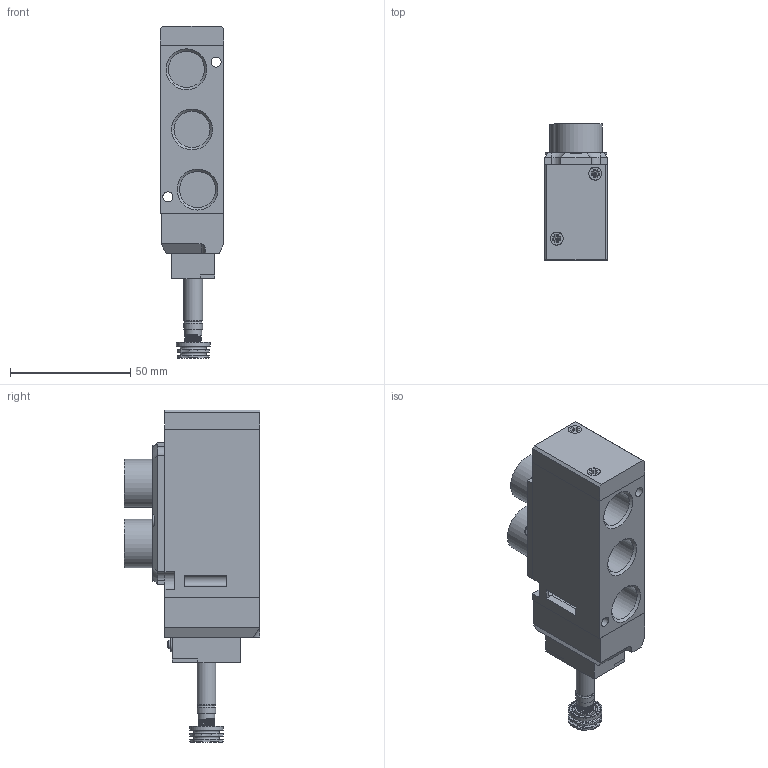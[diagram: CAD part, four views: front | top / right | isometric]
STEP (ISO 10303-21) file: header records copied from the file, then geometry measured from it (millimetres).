
FILE_DESCRIPTION(/* description */ (''),/* implementation_level */ '2;1');
FILE_NAME(/* name */ 'YPC-SCE511D-F5-P.stp',/* time_stamp */ '2017-10-27T12:10:55+02:00',/* author */ (''),/* organization */ (''),/* preprocessor_version */ 'ST-DEVELOPER v15.2',/* originating_system */ 'Autodesk Translator Framework v2.0.0.5431',/* authorisation */ '');
FILE_SCHEMA (('AUTOMOTIVE_DESIGN { 1 0 10303 214 3 1 1 }'));
Length unit declared in the file: centimetre
Products named in the file (1): (Unsaved)
Bounding box: 26.5 x 56.5 x 138 mm (x, y, z)
Volume: 100392.3 mm3; surface area: 34254.1 mm2
Topology: 8 solids, 8 shells, 469 faces, 1211 edges, 806 vertices
Faces by surface type: plane 326, cylinder 116, cone 23, torus 2, bspline 2
Full cylindrical faces by diameter (mm): 3.6 x1, 3.7 x1, 4 x1, 4.2 x4, 4.5 x4, 4.8 x4, 5.3 x4, 5.5 x8, 6.5 x1, 7 x10, 7.8 x2, 8.6 x1, 10.6 x1, 14 x1, 15 x7, 20 x2
Entity records: 15165 total; most frequent: CARTESIAN_POINT 4097, ORIENTED_EDGE 2270, DIRECTION 2188, EDGE_CURVE 1135, VERTEX_POINT 798, LINE 788, VECTOR 788, AXIS2_PLACEMENT_3D 700
